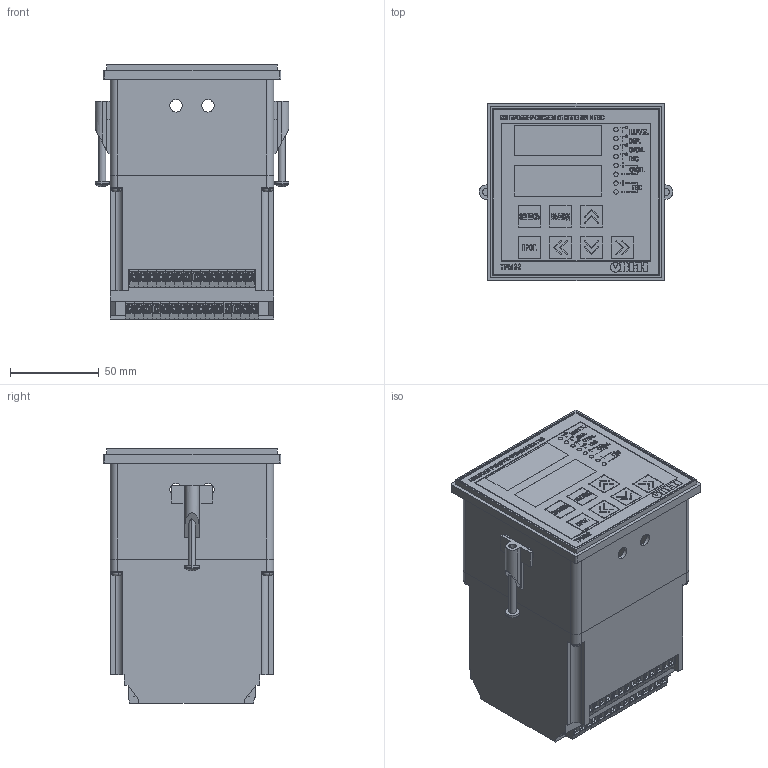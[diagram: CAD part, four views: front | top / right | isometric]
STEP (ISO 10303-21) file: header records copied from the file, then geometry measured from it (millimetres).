
FILE_DESCRIPTION (( 'STEP AP214' ), '1' );
FILE_NAME ('3D Ìîäåëü ÒÐÌ32-Ù4.STEP', '2017-07-14T16:55:02', ( '' ), ( '' ), 'SwSTEP 2.0', 'SolidWorks 2014', '' );
FILE_SCHEMA (( 'AUTOMOTIVE_DESIGN' ));
Length unit declared in the file: millimetre
Products named in the file (11): 扻豵鵨1; pan cross head_am_B18.6.7M - M4 x 0.7 x 40 Type I Cross Recessed PHMS --40N; Ðåçèíêà; 抔樦擨鴀 15; 栺闀闉 睯艜鍒鍣; Âèíò 3õ20; Ïàíåëü ëèöåâàÿ ÒÐÌ32-Ù4; 3D Ìîäåëü ÒÐÌ32-Ù4; 扻豵鵨2; 抔樦擨鴀 14; Êëåììà_10õ9,8õ5ìì
Assembly tree (45 placements, depth 3):
  3D Ìîäåëü ÒÐÌ32-Ù4
    扻豵鵨1
    扻豵鵨2
    Ðåçèíêà
    抔樦擨鴀 14  x2
      Êëåììà_10õ9,8õ5ìì
    抔樦擨鴀 15  x2
      Êëåììà_10õ9,8õ5ìì
    Ïàíåëü ëèöåâàÿ ÒÐÌ32-Ù4
    Âèíò 3õ20  x4
    栺闀闉 睯艜鍒鍣  x2
    pan cross head_am_B18.6.7M - M4 x 0.7 x 40 Type I Cross Recessed PHMS --40N  x2
Bounding box: 109 x 100 x 143 mm (x, y, z)
Volume: 163831.5 mm3; surface area: 193361.2 mm2
Topology: 78 solids, 78 shells, 4168 faces, 10528 edges, 6931 vertices
Faces by surface type: plane 3173, cylinder 598, bspline 373, torus 20, sphere 4
Entity records: 69691 total; most frequent: CARTESIAN_POINT 14101, ORIENTED_EDGE 8778, DIRECTION 6616, EDGE_CURVE 4389, LINE 3356, VECTOR 3356, VERTEX_POINT 2919, EDGE_LOOP 1892
